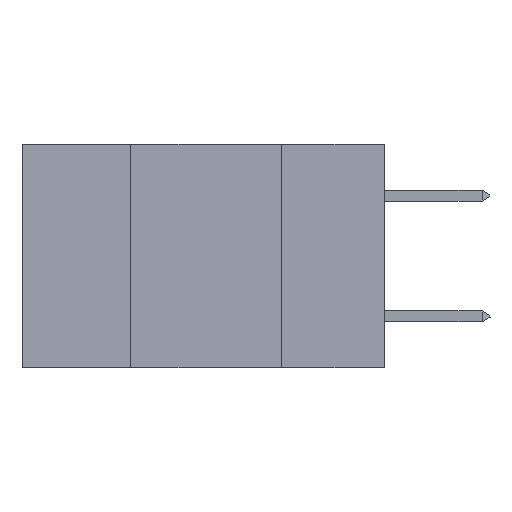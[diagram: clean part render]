
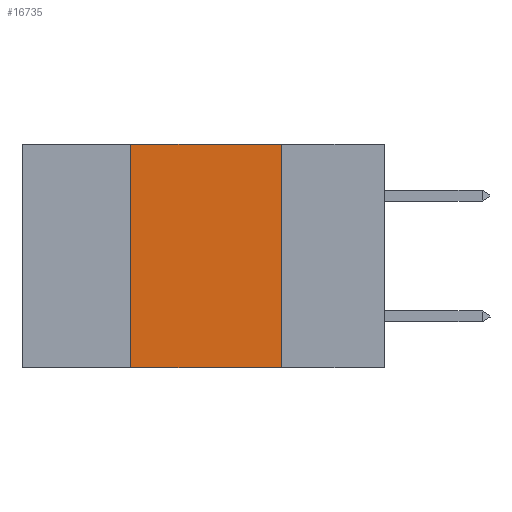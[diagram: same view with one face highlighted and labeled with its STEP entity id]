
A CAD part, left-side view. The second image highlights one B-rep face of the part: STEP entity #16735.
In plain terms, the highlighted planar face has unit normal (-1, 0, 0).
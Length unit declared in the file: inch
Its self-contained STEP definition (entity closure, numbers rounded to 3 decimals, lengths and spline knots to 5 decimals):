
#401 = ORIENTED_EDGE ( 'NONE', *, *, #3820, .F. ) ;
#482 = EDGE_CURVE ( 'NONE', #30652, #6104, #2787, .T. ) ;
#542 = VERTEX_POINT ( 'NONE', #22842 ) ;
#1865 = LINE ( 'NONE', #17603, #12441 ) ;
#2198 = VECTOR ( 'NONE', #20537, 39.37008 ) ;
#2544 = LINE ( 'NONE', #17063, #28017 ) ;
#2787 = LINE ( 'NONE', #22487, #30849 ) ;
#2824 = VERTEX_POINT ( 'NONE', #7358 ) ;
#3820 = EDGE_CURVE ( 'NONE', #542, #2824, #1865, .T. ) ;
#6104 = VERTEX_POINT ( 'NONE', #25762 ) ;
#6516 = EDGE_CURVE ( 'NONE', #2824, #6104, #2544, .T. ) ;
#7078 = ORIENTED_EDGE ( 'NONE', *, *, #6516, .F. ) ;
#7237 = DIRECTION ( 'NONE',  ( 0., 0., -1. ) ) ;
#7358 = CARTESIAN_POINT ( 'NONE',  ( 0., 0.17, 0. ) ) ;
#9010 = FACE_OUTER_BOUND ( 'NONE', #23847, .T. ) ;
#12236 = PLANE ( 'NONE',  #13837 ) ;
#12441 = VECTOR ( 'NONE', #28419, 39.37008 ) ;
#13837 = AXIS2_PLACEMENT_3D ( 'NONE', #23532, #34333, #7237 ) ;
#16735 = ADVANCED_FACE ( 'NONE', ( #9010 ), #12236, .F. ) ;
#17016 = DIRECTION ( 'NONE',  ( 0., -1., 0. ) ) ;
#17063 = CARTESIAN_POINT ( 'NONE',  ( 0., 0.17, 0. ) ) ;
#17341 = CARTESIAN_POINT ( 'NONE',  ( 0., 0.42, 0. ) ) ;
#17603 = CARTESIAN_POINT ( 'NONE',  ( 0., 0.6, 0. ) ) ;
#18273 = CARTESIAN_POINT ( 'NONE',  ( 0., 0.42, -0.37 ) ) ;
#18491 = EDGE_CURVE ( 'NONE', #30652, #542, #20402, .T. ) ;
#19774 = DIRECTION ( 'NONE',  ( 0., 0., -1. ) ) ;
#20402 = LINE ( 'NONE', #17341, #2198 ) ;
#20537 = DIRECTION ( 'NONE',  ( 0., 0., 1. ) ) ;
#22487 = CARTESIAN_POINT ( 'NONE',  ( 0., 0.6, -0.37 ) ) ;
#22842 = CARTESIAN_POINT ( 'NONE',  ( 0., 0.42, 0. ) ) ;
#23532 = CARTESIAN_POINT ( 'NONE',  ( 0., 0.6, 0. ) ) ;
#23847 = EDGE_LOOP ( 'NONE', ( #7078, #401, #26722, #24839 ) ) ;
#24839 = ORIENTED_EDGE ( 'NONE', *, *, #482, .T. ) ;
#25762 = CARTESIAN_POINT ( 'NONE',  ( 0., 0.17, -0.37 ) ) ;
#26722 = ORIENTED_EDGE ( 'NONE', *, *, #18491, .F. ) ;
#28017 = VECTOR ( 'NONE', #19774, 39.37008 ) ;
#28419 = DIRECTION ( 'NONE',  ( 0., -1., 0. ) ) ;
#30652 = VERTEX_POINT ( 'NONE', #18273 ) ;
#30849 = VECTOR ( 'NONE', #17016, 39.37008 ) ;
#34333 = DIRECTION ( 'NONE',  ( 1., 0., 0. ) ) ;
